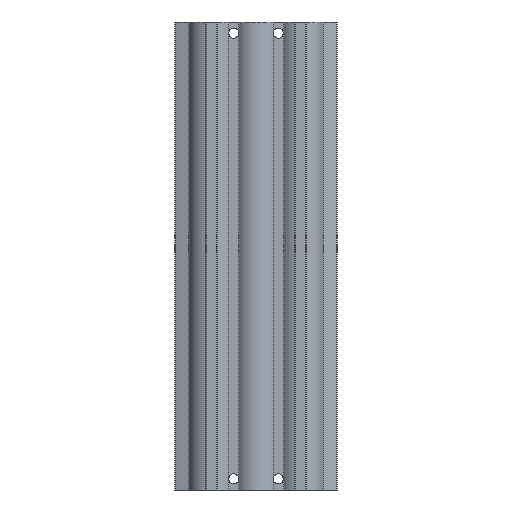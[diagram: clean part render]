
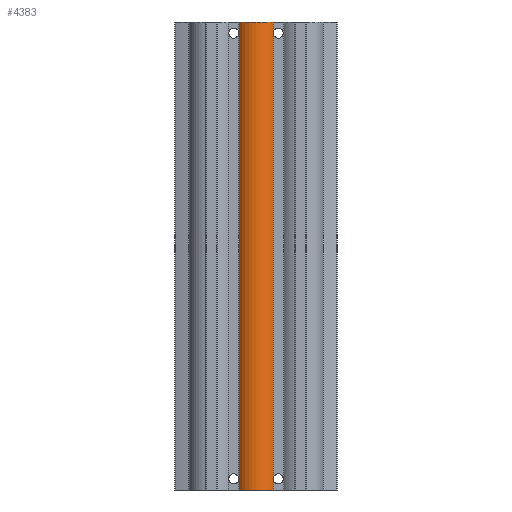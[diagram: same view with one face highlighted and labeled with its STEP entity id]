
A CAD part, front view. The second image highlights one B-rep face of the part: STEP entity #4383.
In plain terms, the highlighted cylindrical face has radius 10 mm (diameter 20 mm), a partial arc.
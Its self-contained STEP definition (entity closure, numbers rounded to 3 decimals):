
#224=CYLINDRICAL_SURFACE('',#4779,10.);
#409=LINE('',#7705,#641);
#410=LINE('',#7711,#642);
#641=VECTOR('',#5522,1000.);
#642=VECTOR('',#5529,1000.);
#1048=ORIENTED_EDGE('',*,*,#2140,.F.);
#1049=ORIENTED_EDGE('',*,*,#2139,.F.);
#1050=ORIENTED_EDGE('',*,*,#2141,.T.);
#1051=ORIENTED_EDGE('',*,*,#2142,.T.);
#2139=EDGE_CURVE('',#2677,#2676,#409,.T.);
#2140=EDGE_CURVE('',#2676,#2678,#3028,.T.);
#2141=EDGE_CURVE('',#2677,#2679,#3029,.T.);
#2142=EDGE_CURVE('',#2679,#2678,#410,.T.);
#2676=VERTEX_POINT('',#7702);
#2677=VERTEX_POINT('',#7704);
#2678=VERTEX_POINT('',#7708);
#2679=VERTEX_POINT('',#7710);
#3028=CIRCLE('',#4780,10.);
#3029=CIRCLE('',#4781,10.);
#3311=EDGE_LOOP('',(#1048,#1049,#1050,#1051));
#3831=FACE_BOUND('',#3311,.T.);
#4383=ADVANCED_FACE('',(#3831),#224,.T.);
#4779=AXIS2_PLACEMENT_3D('',#7706,#5523,#5524);
#4780=AXIS2_PLACEMENT_3D('',#7707,#5525,#5526);
#4781=AXIS2_PLACEMENT_3D('',#7709,#5527,#5528);
#5522=DIRECTION('',(0.,0.,1.));
#5523=DIRECTION('',(0.,0.,1.));
#5524=DIRECTION('',(1.,0.,0.));
#5525=DIRECTION('',(0.,0.,1.));
#5526=DIRECTION('',(1.,0.,0.));
#5527=DIRECTION('',(0.,0.,1.));
#5528=DIRECTION('',(1.,0.,0.));
#5529=DIRECTION('',(0.,0.,1.));
#7702=CARTESIAN_POINT('',(-7.491,4.375,0.));
#7704=CARTESIAN_POINT('',(-7.491,4.375,-210.));
#7705=CARTESIAN_POINT('',(-7.491,4.375,-210.));
#7706=CARTESIAN_POINT('',(0.,11.,-210.));
#7707=CARTESIAN_POINT('',(0.,11.,0.));
#7708=CARTESIAN_POINT('',(7.491,4.375,0.));
#7709=CARTESIAN_POINT('',(0.,11.,-210.));
#7710=CARTESIAN_POINT('',(7.491,4.375,-210.));
#7711=CARTESIAN_POINT('',(7.491,4.375,-210.));
